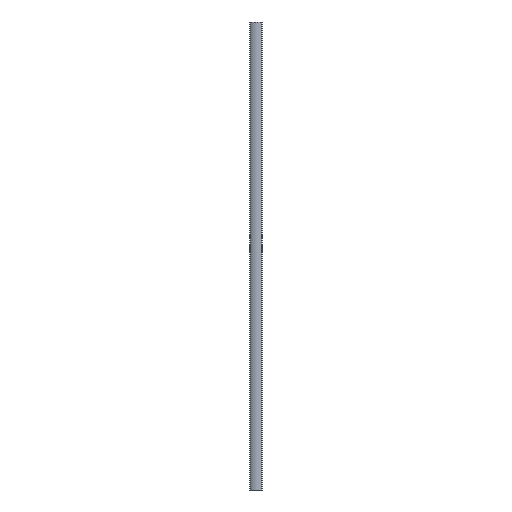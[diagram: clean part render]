
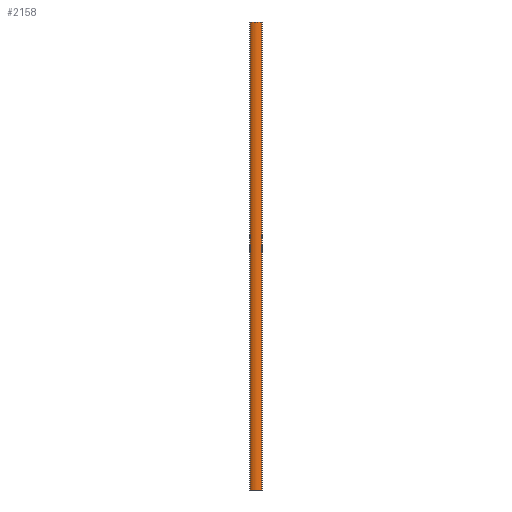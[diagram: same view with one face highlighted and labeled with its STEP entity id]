
A CAD part, front view. The second image highlights one B-rep face of the part: STEP entity #2158.
In plain terms, the highlighted cylindrical face has radius 60 mm (diameter 120 mm), a partial arc.
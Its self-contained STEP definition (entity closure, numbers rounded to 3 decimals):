
#35 = VECTOR ( 'NONE', #1485, 1000. ) ;
#85 = CARTESIAN_POINT ( 'NONE',  ( -86.683, -68.724, 0. ) ) ;
#262 = LINE ( 'NONE', #577, #35 ) ;
#287 = ORIENTED_EDGE ( 'NONE', *, *, #2380, .T. ) ;
#477 = CYLINDRICAL_SURFACE ( 'NONE', #2986, 60. ) ;
#496 = DIRECTION ( 'NONE',  ( -1., 0., 0. ) ) ;
#529 = DIRECTION ( 'NONE',  ( 0., 0., 1. ) ) ;
#537 = ORIENTED_EDGE ( 'NONE', *, *, #1888, .F. ) ;
#577 = CARTESIAN_POINT ( 'NONE',  ( -86.683, -68.724, 3000. ) ) ;
#673 = EDGE_CURVE ( 'NONE', #2801, #1609, #2609, .T. ) ;
#725 = CARTESIAN_POINT ( 'NONE',  ( -50.914, -20.552, 3000. ) ) ;
#730 = CIRCLE ( 'NONE', #2891, 60. ) ;
#867 = VECTOR ( 'NONE', #529, 1000. ) ;
#1101 = DIRECTION ( 'NONE',  ( 0., 0., 1. ) ) ;
#1103 = DIRECTION ( 'NONE',  ( 0., 0., 1. ) ) ;
#1235 = EDGE_LOOP ( 'NONE', ( #537, #287, #2037, #1943 ) ) ;
#1266 = VERTEX_POINT ( 'NONE', #2537 ) ;
#1451 = CARTESIAN_POINT ( 'NONE',  ( -15.145, -68.724, 3000. ) ) ;
#1485 = DIRECTION ( 'NONE',  ( 0., 0., -1. ) ) ;
#1609 = VERTEX_POINT ( 'NONE', #1981 ) ;
#1639 = DIRECTION ( 'NONE',  ( 0., 0., -1. ) ) ;
#1661 = CARTESIAN_POINT ( 'NONE',  ( -86.683, -68.724, 3000. ) ) ;
#1888 = EDGE_CURVE ( 'NONE', #2700, #1266, #730, .T. ) ;
#1943 = ORIENTED_EDGE ( 'NONE', *, *, #2244, .T. ) ;
#1981 = CARTESIAN_POINT ( 'NONE',  ( -15.145, -68.724, 0. ) ) ;
#1994 = AXIS2_PLACEMENT_3D ( 'NONE', #2250, #1101, #2708 ) ;
#2037 = ORIENTED_EDGE ( 'NONE', *, *, #673, .T. ) ;
#2096 = LINE ( 'NONE', #1451, #867 ) ;
#2158 = ADVANCED_FACE ( 'NONE', ( #2313 ), #477, .T. ) ;
#2244 = EDGE_CURVE ( 'NONE', #1609, #1266, #2096, .T. ) ;
#2250 = CARTESIAN_POINT ( 'NONE',  ( -50.914, -20.552, 0. ) ) ;
#2313 = FACE_OUTER_BOUND ( 'NONE', #1235, .T. ) ;
#2380 = EDGE_CURVE ( 'NONE', #2700, #2801, #262, .T. ) ;
#2483 = CARTESIAN_POINT ( 'NONE',  ( -50.914, -20.552, 3000. ) ) ;
#2537 = CARTESIAN_POINT ( 'NONE',  ( -15.145, -68.724, 3000. ) ) ;
#2609 = CIRCLE ( 'NONE', #1994, 60. ) ;
#2700 = VERTEX_POINT ( 'NONE', #1661 ) ;
#2708 = DIRECTION ( 'NONE',  ( 1., 0., 0. ) ) ;
#2709 = DIRECTION ( 'NONE',  ( 1., 0., 0. ) ) ;
#2801 = VERTEX_POINT ( 'NONE', #85 ) ;
#2891 = AXIS2_PLACEMENT_3D ( 'NONE', #2483, #1103, #2709 ) ;
#2986 = AXIS2_PLACEMENT_3D ( 'NONE', #725, #1639, #496 ) ;
